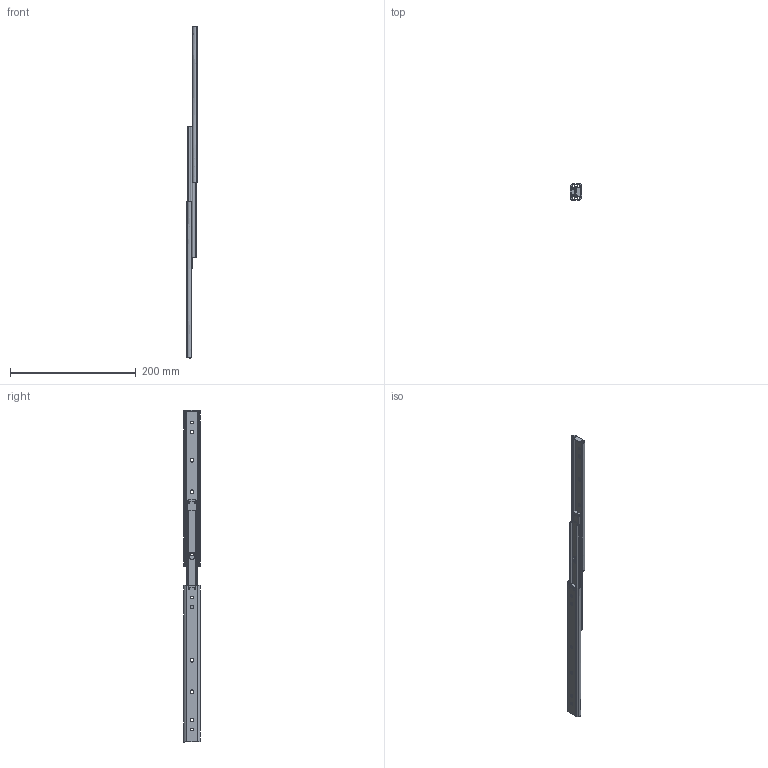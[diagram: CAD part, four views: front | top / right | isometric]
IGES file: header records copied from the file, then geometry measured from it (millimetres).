
Start section: SolidWorks IGES file using analytic representation for surfaces
Bounding box: 19.1 x 27 x 528.68 mm (x, y, z)
Surface area: 64822.3 mm2 (no closed solid volume)
Topology: 0 solids, 0 shells, 406 faces, 4372 edges, 4364 vertices
Faces by surface type: revolution 210, bspline 196
